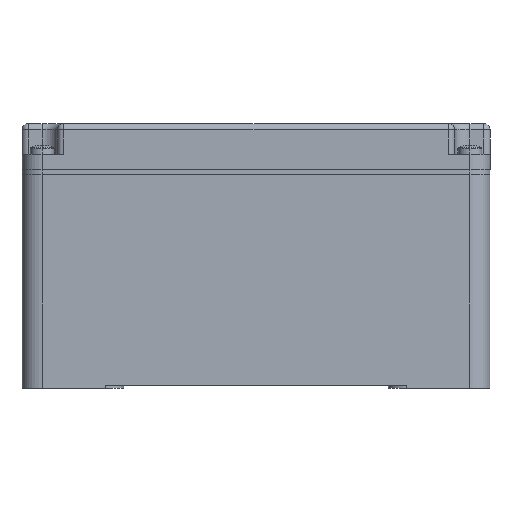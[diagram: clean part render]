
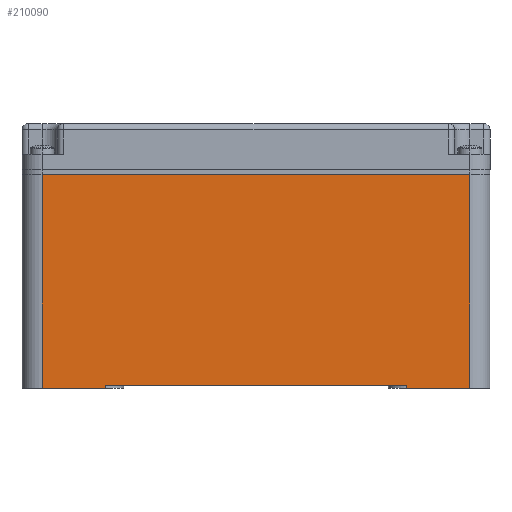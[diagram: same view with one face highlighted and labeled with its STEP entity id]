
A CAD part, left-side view. The second image highlights one B-rep face of the part: STEP entity #210090.
In plain terms, the highlighted planar face has unit normal (-1, 0, 0).
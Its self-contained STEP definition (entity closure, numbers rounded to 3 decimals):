
#175060=CARTESIAN_POINT('',(12.966,4.245,1.));
#175070=VERTEX_POINT('',#175060);
#175100=CARTESIAN_POINT('',(12.966,0.,1.));
#175110=DIRECTION('',(0.,1.,0.));
#175120=VECTOR('',#175110,1.);
#175130=LINE('',#175100,#175120);
#175140=CARTESIAN_POINT('',(12.966,-93.755,1.));
#175150=VERTEX_POINT('',#175140);
#175160=EDGE_CURVE('',#175150,#175070,#175130,.T.);
#178830=CARTESIAN_POINT('',(12.966,24.745,0.));
#178840=VERTEX_POINT('',#178830);
#178870=CARTESIAN_POINT('',(12.966,-53.,0.));
#178880=DIRECTION('',(0.,-1.,0.));
#178890=VECTOR('',#178880,1.);
#178900=LINE('',#178870,#178890);
#178910=CARTESIAN_POINT('',(12.966,4.245,0.));
#178920=VERTEX_POINT('',#178910);
#178930=EDGE_CURVE('',#178840,#178920,#178900,.T.);
#179810=CARTESIAN_POINT('',(12.966,-93.755,0.));
#179820=VERTEX_POINT('',#179810);
#179850=CARTESIAN_POINT('',(12.966,0.,0.));
#179860=DIRECTION('',(0.,-1.,0.));
#179870=VECTOR('',#179860,1.);
#179880=LINE('',#179850,#179870);
#179890=CARTESIAN_POINT('',(12.966,-114.255,0.));
#179900=VERTEX_POINT('',#179890);
#179910=EDGE_CURVE('',#179820,#179900,#179880,.T.);
#205050=CARTESIAN_POINT('',(12.966,4.245,0.));
#205060=DIRECTION('',(0.,0.,-1.));
#205070=VECTOR('',#205060,1.);
#205080=LINE('',#205050,#205070);
#205090=EDGE_CURVE('',#175070,#178920,#205080,.T.);
#209700=CARTESIAN_POINT('',(12.966,0.,69.5));
#209710=DIRECTION('',(-1.,0.,0.));
#209720=DIRECTION('',(0.,1.,0.));
#209730=AXIS2_PLACEMENT_3D('',#209700,#209710,#209720);
#209740=PLANE('',#209730);
#209750=ORIENTED_EDGE('',*,*,#178930,.T.);
#209760=CARTESIAN_POINT('',(12.966,24.745,0.));
#209770=DIRECTION('',(0.,0.,1.));
#209780=VECTOR('',#209770,1.);
#209790=LINE('',#209760,#209780);
#209800=CARTESIAN_POINT('',(12.966,24.745,69.5));
#209810=VERTEX_POINT('',#209800);
#209820=EDGE_CURVE('',#178840,#209810,#209790,.T.);
#209830=ORIENTED_EDGE('',*,*,#209820,.F.);
#209840=CARTESIAN_POINT('',(12.966,0.,69.5));
#209850=DIRECTION('',(0.,-1.,0.));
#209860=VECTOR('',#209850,1.);
#209870=LINE('',#209840,#209860);
#209880=CARTESIAN_POINT('',(12.966,-114.255,69.5));
#209890=VERTEX_POINT('',#209880);
#209900=EDGE_CURVE('',#209810,#209890,#209870,.T.);
#209910=ORIENTED_EDGE('',*,*,#209900,.F.);
#209920=CARTESIAN_POINT('',(12.966,-114.255,0.));
#209930=DIRECTION('',(0.,0.,1.));
#209940=VECTOR('',#209930,1.);
#209950=LINE('',#209920,#209940);
#209960=EDGE_CURVE('',#179900,#209890,#209950,.T.);
#209970=ORIENTED_EDGE('',*,*,#209960,.T.);
#209980=ORIENTED_EDGE('',*,*,#179910,.T.);
#209990=CARTESIAN_POINT('',(12.966,-93.755,0.));
#210000=DIRECTION('',(0.,0.,-1.));
#210010=VECTOR('',#210000,1.);
#210020=LINE('',#209990,#210010);
#210030=EDGE_CURVE('',#175150,#179820,#210020,.T.);
#210040=ORIENTED_EDGE('',*,*,#210030,.T.);
#210050=ORIENTED_EDGE('',*,*,#175160,.F.);
#210060=ORIENTED_EDGE('',*,*,#205090,.F.);
#210070=EDGE_LOOP('',(#210060,#210050,#210040,#209980,#209970,#209910,
#209830,#209750));
#210080=FACE_OUTER_BOUND('',#210070,.T.);
#210090=ADVANCED_FACE('',(#210080),#209740,.T.);
